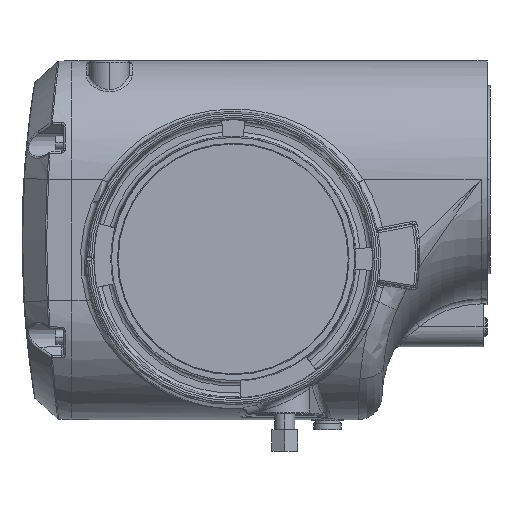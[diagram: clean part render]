
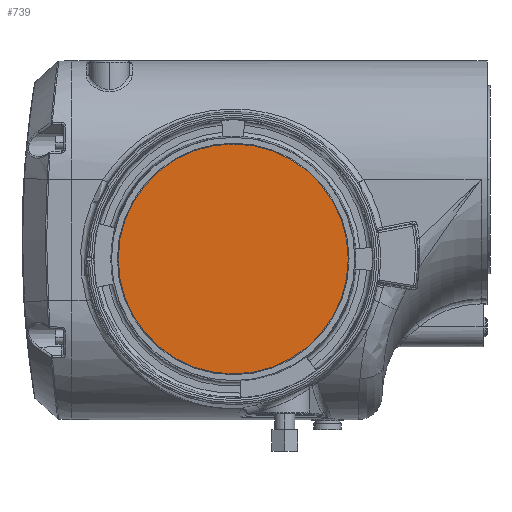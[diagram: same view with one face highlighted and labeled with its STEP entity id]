
A CAD part, front view. The second image highlights one B-rep face of the part: STEP entity #739.
In plain terms, the highlighted planar face has unit normal (0, -1, 0).
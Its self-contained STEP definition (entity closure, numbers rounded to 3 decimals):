
#739 = ADVANCED_FACE ( 'NONE', ( #19365 ), #21398, .T. ) ;
#815 = AXIS2_PLACEMENT_3D ( 'NONE', #7816, #9851, #17640 ) ;
#1995 = EDGE_LOOP ( 'NONE', ( #10026, #20984 ) ) ;
#2403 = DIRECTION ( 'NONE',  ( -1., 0., 0. ) ) ;
#4212 = EDGE_CURVE ( 'NONE', #12361, #18208, #15090, .T. ) ;
#5898 = AXIS2_PLACEMENT_3D ( 'NONE', #21990, #18065, #2403 ) ;
#7816 = CARTESIAN_POINT ( 'NONE',  ( 50., -77., 969. ) ) ;
#9851 = DIRECTION ( 'NONE',  ( 0., -1., 0. ) ) ;
#10026 = ORIENTED_EDGE ( 'NONE', *, *, #4212, .F. ) ;
#10678 = CARTESIAN_POINT ( 'NONE',  ( 50., -77., 969. ) ) ;
#12361 = VERTEX_POINT ( 'NONE', #17151 ) ;
#12733 = DIRECTION ( 'NONE',  ( 0., 1., 0. ) ) ;
#12855 = EDGE_CURVE ( 'NONE', #18208, #12361, #19785, .T. ) ;
#15090 = CIRCLE ( 'NONE', #5898, 58. ) ;
#17116 = AXIS2_PLACEMENT_3D ( 'NONE', #10678, #12733, #18702 ) ;
#17151 = CARTESIAN_POINT ( 'NONE',  ( 108., -77., 969. ) ) ;
#17640 = DIRECTION ( 'NONE',  ( -1., 0., 0. ) ) ;
#18065 = DIRECTION ( 'NONE',  ( 0., 1., 0. ) ) ;
#18208 = VERTEX_POINT ( 'NONE', #24398 ) ;
#18702 = DIRECTION ( 'NONE',  ( -1., 0., 0. ) ) ;
#19365 = FACE_OUTER_BOUND ( 'NONE', #1995, .T. ) ;
#19785 = CIRCLE ( 'NONE', #17116, 58. ) ;
#20984 = ORIENTED_EDGE ( 'NONE', *, *, #12855, .F. ) ;
#21398 = PLANE ( 'NONE',  #815 ) ;
#21990 = CARTESIAN_POINT ( 'NONE',  ( 50., -77., 969. ) ) ;
#24398 = CARTESIAN_POINT ( 'NONE',  ( -8., -77., 969. ) ) ;
